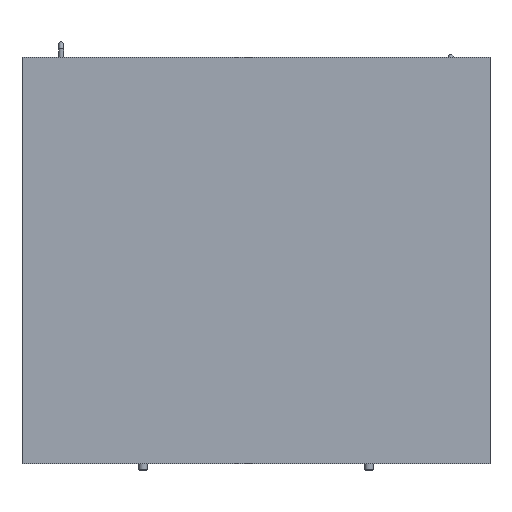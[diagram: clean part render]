
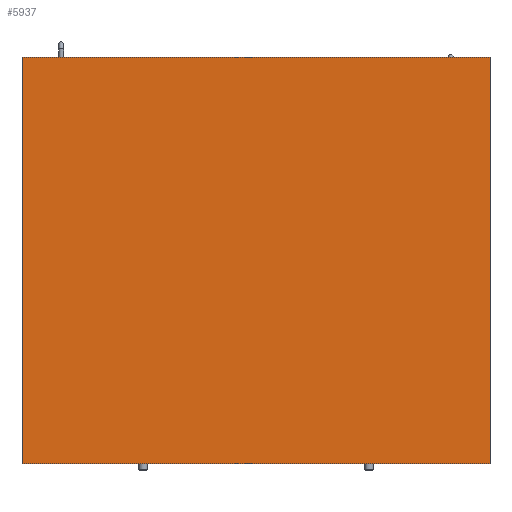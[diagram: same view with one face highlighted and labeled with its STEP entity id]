
A CAD part, front view. The second image highlights one B-rep face of the part: STEP entity #5937.
In plain terms, the highlighted planar face has unit normal (0, -1, 0).
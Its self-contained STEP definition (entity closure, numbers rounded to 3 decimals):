
#331=FACE_OUTER_BOUND('',#700,.T.);
#700=EDGE_LOOP('',(#3933,#3934,#3935,#3936));
#1071=LINE('',#8647,#1775);
#1074=LINE('',#8653,#1778);
#1077=LINE('',#8659,#1781);
#1080=LINE('',#8663,#1784);
#1775=VECTOR('',#6893,10.);
#1778=VECTOR('',#6898,10.);
#1781=VECTOR('',#6903,10.);
#1784=VECTOR('',#6908,10.);
#2479=VERTEX_POINT('',#8644);
#2480=VERTEX_POINT('',#8646);
#2482=VERTEX_POINT('',#8652);
#2484=VERTEX_POINT('',#8658);
#3057=EDGE_CURVE('',#2480,#2479,#1071,.T.);
#3060=EDGE_CURVE('',#2482,#2480,#1074,.T.);
#3063=EDGE_CURVE('',#2484,#2482,#1077,.T.);
#3066=EDGE_CURVE('',#2479,#2484,#1080,.T.);
#3933=ORIENTED_EDGE('',*,*,#3066,.T.);
#3934=ORIENTED_EDGE('',*,*,#3063,.T.);
#3935=ORIENTED_EDGE('',*,*,#3060,.T.);
#3936=ORIENTED_EDGE('',*,*,#3057,.T.);
#5634=PLANE('',#6369);
#5937=ADVANCED_FACE('',(#331),#5634,.T.);
#6369=AXIS2_PLACEMENT_3D('',#8665,#6911,#6912);
#6893=DIRECTION('',(1.,0.,0.));
#6898=DIRECTION('',(0.,0.,-1.));
#6903=DIRECTION('',(-1.,0.,0.));
#6908=DIRECTION('',(0.,0.,1.));
#6911=DIRECTION('center_axis',(0.,-1.,0.));
#6912=DIRECTION('ref_axis',(0.,0.,-1.));
#8644=CARTESIAN_POINT('',(400.,-20.,-347.5));
#8646=CARTESIAN_POINT('',(-400.,-20.,-347.5));
#8647=CARTESIAN_POINT('',(400.,-20.,-347.5));
#8652=CARTESIAN_POINT('',(-400.,-20.,347.5));
#8653=CARTESIAN_POINT('',(-400.,-20.,-347.5));
#8658=CARTESIAN_POINT('',(400.,-20.,347.5));
#8659=CARTESIAN_POINT('',(-400.,-20.,347.5));
#8663=CARTESIAN_POINT('',(400.,-20.,347.5));
#8665=CARTESIAN_POINT('Origin',(0.,-20.,0.));
